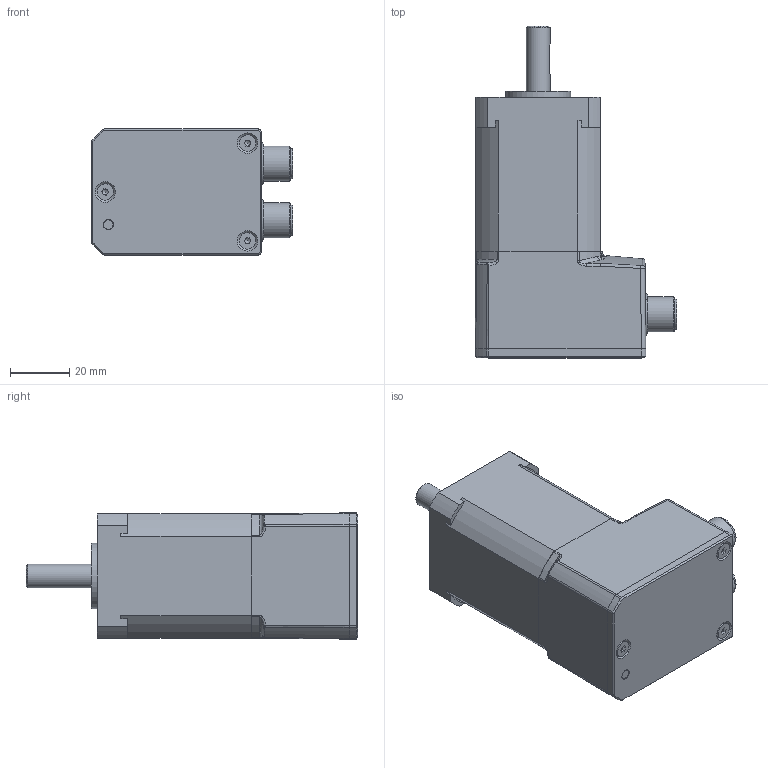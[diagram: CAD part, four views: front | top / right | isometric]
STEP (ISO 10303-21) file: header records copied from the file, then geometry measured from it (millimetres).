
FILE_DESCRIPTION (( 'STEP AP214' ), '1' );
FILE_NAME ('MST176S35BTxxxxxxx.STEP', '2021-12-22T12:40:09', ( '' ), ( '' ), 'SwSTEP 2.0', 'SolidWorks 2020', '' );
FILE_SCHEMA (( 'AUTOMOTIVE_DESIGN' ));
Length unit declared in the file: millimetre
Products named in the file (1): MST176S35BTxxxxxxx
Bounding box: 68.08 x 112 x 42.58 mm (x, y, z)
Volume: 175500.7 mm3; surface area: 23225.5 mm2
Topology: 5 solids, 9 shells, 335 faces, 744 edges, 447 vertices
Faces by surface type: plane 136, cylinder 73, bspline 68, cone 43, torus 15
Full cylindrical faces by diameter (mm): 2.5 x5, 3 x3, 3.2 x1, 3.3 x3, 3.4 x1, 5.54 x3, 8 x1, 9 x1, 10.3 x2, 11.85 x2, 13.9 x2, 15.5 x3, 18.4 x2, 22 x1, 31.8 x1
Entity records: 16858 total; most frequent: CARTESIAN_POINT 6629, ORIENTED_EDGE 1314, DIRECTION 1225, EDGE_CURVE 657, AXIS2_PLACEMENT_3D 506, VERTEX_POINT 430, EDGE_LOOP 427, FACE_OUTER_BOUND 376
